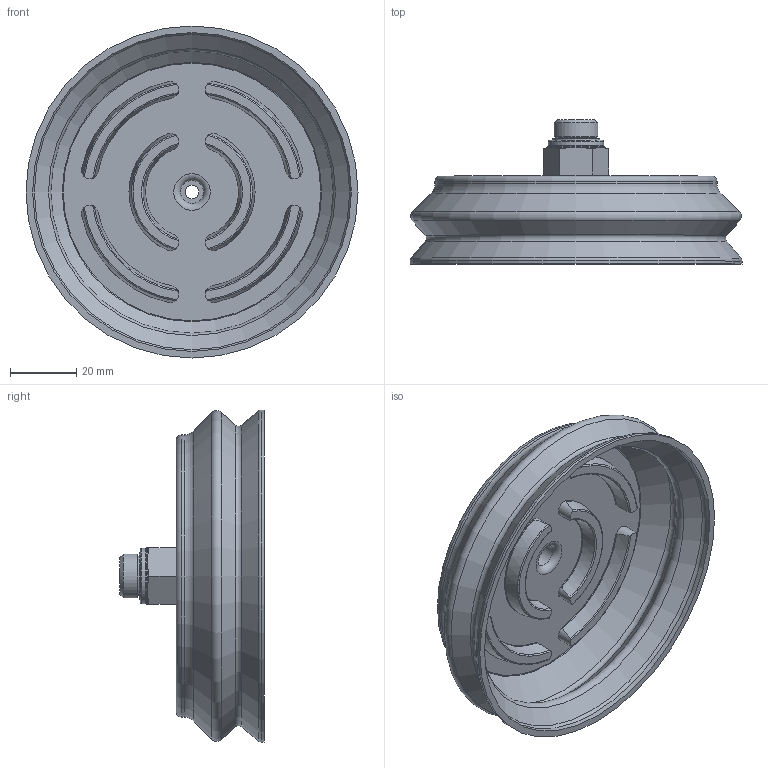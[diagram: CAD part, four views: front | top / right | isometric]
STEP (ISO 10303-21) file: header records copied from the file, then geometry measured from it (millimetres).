
FILE_DESCRIPTION(/* description */ ('STEP AP214'),/* implementation_level */ '2;1');
FILE_NAME(/* name */ '1396066_VASB-100-1_4-PUR-B',/* time_stamp */ '2024-09-16T08:36:54+02:00',/* author */ ('License CC BY-ND 4.0'),/* organization */ ('CADENAS'),/* preprocessor_version */ 'ST-DEVELOPER v19.3',/* originating_system */ 'PARTsolutions',/* authorisation */ ' ');
FILE_SCHEMA (('AUTOMOTIVE_DESIGN {1 0 10303 214 3 1 1}'));
Length unit declared in the file: millimetre
Products named in the file (1): 1396066 VASB-100-1/4-PUR-B
Bounding box: 100 x 43.5 x 100 mm (x, y, z)
Volume: 61141.7 mm3; surface area: 31830.1 mm2
Topology: 1 solids, 1 shells, 120 faces, 284 edges, 180 vertices
Faces by surface type: torus 36, cylinder 35, cone 27, plane 22
Full cylindrical faces by diameter (mm): 4 x1, 7 x1, 13.157 x1, 13.2 x1, 14.4 x1, 15.6 x1, 16.8 x1, 17 x1, 85 x1, 96 x1, 100 x1
Entity records: 4330 total; most frequent: CARTESIAN_POINT 875, DIRECTION 540, ORIENTED_EDGE 502, AXIS2_PLACEMENT_3D 252, EDGE_CURVE 251, VERTEX_POINT 179, EDGE_LOOP 168, FACE_BOUND 168
